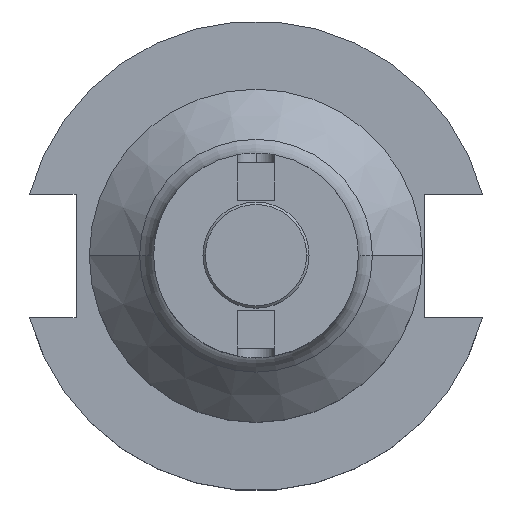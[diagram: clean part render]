
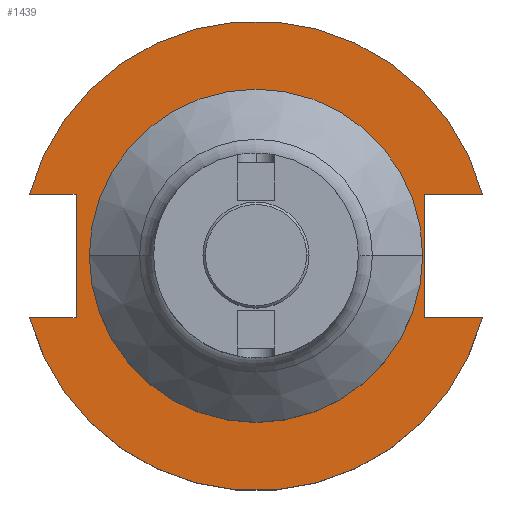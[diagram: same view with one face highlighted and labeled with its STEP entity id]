
A CAD part, top view. The second image highlights one B-rep face of the part: STEP entity #1439.
In plain terms, the highlighted planar face has unit normal (0, 0, 1).
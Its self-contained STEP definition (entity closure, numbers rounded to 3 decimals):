
#116 = VERTEX_POINT ( 'NONE', #2247 ) ;
#123 = AXIS2_PLACEMENT_3D ( 'NONE', #2486, #2288, #2096 ) ;
#191 = VECTOR ( 'NONE', #582, 1000. ) ;
#193 = VERTEX_POINT ( 'NONE', #520 ) ;
#204 = DIRECTION ( 'NONE',  ( 1., 0., 0. ) ) ;
#227 = VERTEX_POINT ( 'NONE', #550 ) ;
#235 = DIRECTION ( 'NONE',  ( -1., 0., 0. ) ) ;
#254 = CARTESIAN_POINT ( 'NONE',  ( 35.306, -12.954, 19.05 ) ) ;
#310 = EDGE_CURVE ( 'NONE', #659, #2098, #1835, .T. ) ;
#330 = CARTESIAN_POINT ( 'NONE',  ( -47.477, -12.954, 19.05 ) ) ;
#409 = VERTEX_POINT ( 'NONE', #1275 ) ;
#412 = EDGE_CURVE ( 'NONE', #409, #227, #2229, .T. ) ;
#429 = VECTOR ( 'NONE', #1388, 1000. ) ;
#486 = AXIS2_PLACEMENT_3D ( 'NONE', #1735, #1742, #1761 ) ;
#520 = CARTESIAN_POINT ( 'NONE',  ( 47.477, 12.954, 19.05 ) ) ;
#527 = EDGE_CURVE ( 'NONE', #659, #116, #1080, .T. ) ;
#532 = AXIS2_PLACEMENT_3D ( 'NONE', #2380, #1013, #204 ) ;
#550 = CARTESIAN_POINT ( 'NONE',  ( -47.477, 12.954, 19.05 ) ) ;
#571 = VECTOR ( 'NONE', #1658, 1000. ) ;
#582 = DIRECTION ( 'NONE',  ( 0., -1., 0. ) ) ;
#627 = EDGE_LOOP ( 'NONE', ( #1948, #963 ) ) ;
#634 = CARTESIAN_POINT ( 'NONE',  ( 0., 0., 19.05 ) ) ;
#639 = LINE ( 'NONE', #1737, #571 ) ;
#642 = DIRECTION ( 'NONE',  ( 0., 0., 1. ) ) ;
#653 = DIRECTION ( 'NONE',  ( 1., 0., 0. ) ) ;
#659 = VERTEX_POINT ( 'NONE', #330 ) ;
#661 = AXIS2_PLACEMENT_3D ( 'NONE', #634, #642, #653 ) ;
#697 = CARTESIAN_POINT ( 'NONE',  ( 35.306, 12.954, 19.05 ) ) ;
#812 = VECTOR ( 'NONE', #2424, 1000. ) ;
#825 = CARTESIAN_POINT ( 'NONE',  ( 34.925, 0., 19.05 ) ) ;
#834 = ORIENTED_EDGE ( 'NONE', *, *, #2494, .F. ) ;
#860 = ORIENTED_EDGE ( 'NONE', *, *, #412, .F. ) ;
#862 = ORIENTED_EDGE ( 'NONE', *, *, #1839, .F. ) ;
#887 = EDGE_CURVE ( 'NONE', #1603, #1467, #1634, .T. ) ;
#958 = EDGE_CURVE ( 'NONE', #2368, #2044, #1442, .T. ) ;
#963 = ORIENTED_EDGE ( 'NONE', *, *, #958, .F. ) ;
#1013 = DIRECTION ( 'NONE',  ( 0., 0., 1. ) ) ;
#1080 = LINE ( 'NONE', #2346, #429 ) ;
#1275 = CARTESIAN_POINT ( 'NONE',  ( -37.719, 12.954, 19.05 ) ) ;
#1280 = EDGE_CURVE ( 'NONE', #2044, #2368, #2219, .T. ) ;
#1388 = DIRECTION ( 'NONE',  ( 1., 0., 0. ) ) ;
#1391 = FACE_OUTER_BOUND ( 'NONE', #2403, .T. ) ;
#1398 = CARTESIAN_POINT ( 'NONE',  ( 47.477, -12.954, 19.05 ) ) ;
#1430 = ORIENTED_EDGE ( 'NONE', *, *, #1586, .T. ) ;
#1435 = CARTESIAN_POINT ( 'NONE',  ( -63.719, 12.954, 19.05 ) ) ;
#1439 = ADVANCED_FACE ( 'NONE', ( #1449, #1391 ), #1911, .T. ) ;
#1442 = CIRCLE ( 'NONE', #486, 34.925 ) ;
#1449 = FACE_BOUND ( 'NONE', #627, .T. ) ;
#1467 = VERTEX_POINT ( 'NONE', #254 ) ;
#1501 = LINE ( 'NONE', #2115, #812 ) ;
#1586 = EDGE_CURVE ( 'NONE', #193, #227, #1674, .T. ) ;
#1603 = VERTEX_POINT ( 'NONE', #697 ) ;
#1634 = LINE ( 'NONE', #2120, #191 ) ;
#1658 = DIRECTION ( 'NONE',  ( 1., 0., 0. ) ) ;
#1667 = DIRECTION ( 'NONE',  ( -1., 0., 0. ) ) ;
#1674 = CIRCLE ( 'NONE', #661, 49.212 ) ;
#1708 = ORIENTED_EDGE ( 'NONE', *, *, #527, .F. ) ;
#1709 = VECTOR ( 'NONE', #1667, 1000. ) ;
#1731 = CARTESIAN_POINT ( 'NONE',  ( -34.925, 0., 19.05 ) ) ;
#1735 = CARTESIAN_POINT ( 'NONE',  ( 0., 0., 19.05 ) ) ;
#1737 = CARTESIAN_POINT ( 'NONE',  ( 35.306, -12.954, 19.05 ) ) ;
#1742 = DIRECTION ( 'NONE',  ( 0., 0., 1. ) ) ;
#1761 = DIRECTION ( 'NONE',  ( 1., 0., 0. ) ) ;
#1789 = CARTESIAN_POINT ( 'NONE',  ( 35.306, 12.954, 19.05 ) ) ;
#1805 = CARTESIAN_POINT ( 'NONE',  ( 0., 0., 19.05 ) ) ;
#1835 = CIRCLE ( 'NONE', #2151, 49.212 ) ;
#1839 = EDGE_CURVE ( 'NONE', #116, #409, #1501, .T. ) ;
#1870 = LINE ( 'NONE', #1789, #2322 ) ;
#1911 = PLANE ( 'NONE',  #123 ) ;
#1927 = EDGE_CURVE ( 'NONE', #1467, #2098, #639, .T. ) ;
#1943 = ORIENTED_EDGE ( 'NONE', *, *, #1927, .F. ) ;
#1948 = ORIENTED_EDGE ( 'NONE', *, *, #1280, .F. ) ;
#1965 = ORIENTED_EDGE ( 'NONE', *, *, #887, .F. ) ;
#2044 = VERTEX_POINT ( 'NONE', #825 ) ;
#2096 = DIRECTION ( 'NONE',  ( 1., 0., 0. ) ) ;
#2098 = VERTEX_POINT ( 'NONE', #1398 ) ;
#2115 = CARTESIAN_POINT ( 'NONE',  ( -37.719, 12.954, 19.05 ) ) ;
#2120 = CARTESIAN_POINT ( 'NONE',  ( 35.306, 12.954, 19.05 ) ) ;
#2151 = AXIS2_PLACEMENT_3D ( 'NONE', #1805, #2392, #2198 ) ;
#2198 = DIRECTION ( 'NONE',  ( 1., 0., 0. ) ) ;
#2219 = CIRCLE ( 'NONE', #532, 34.925 ) ;
#2229 = LINE ( 'NONE', #1435, #1709 ) ;
#2233 = ORIENTED_EDGE ( 'NONE', *, *, #310, .T. ) ;
#2247 = CARTESIAN_POINT ( 'NONE',  ( -37.719, -12.954, 19.05 ) ) ;
#2288 = DIRECTION ( 'NONE',  ( 0., 0., 1. ) ) ;
#2322 = VECTOR ( 'NONE', #235, 1000. ) ;
#2346 = CARTESIAN_POINT ( 'NONE',  ( -63.719, -12.954, 19.05 ) ) ;
#2368 = VERTEX_POINT ( 'NONE', #1731 ) ;
#2380 = CARTESIAN_POINT ( 'NONE',  ( 0., 0., 19.05 ) ) ;
#2392 = DIRECTION ( 'NONE',  ( 0., 0., 1. ) ) ;
#2403 = EDGE_LOOP ( 'NONE', ( #2233, #1943, #1965, #834, #1430, #860, #862, #1708 ) ) ;
#2424 = DIRECTION ( 'NONE',  ( 0., 1., 0. ) ) ;
#2486 = CARTESIAN_POINT ( 'NONE',  ( 0., 49.212, 19.05 ) ) ;
#2494 = EDGE_CURVE ( 'NONE', #193, #1603, #1870, .T. ) ;
